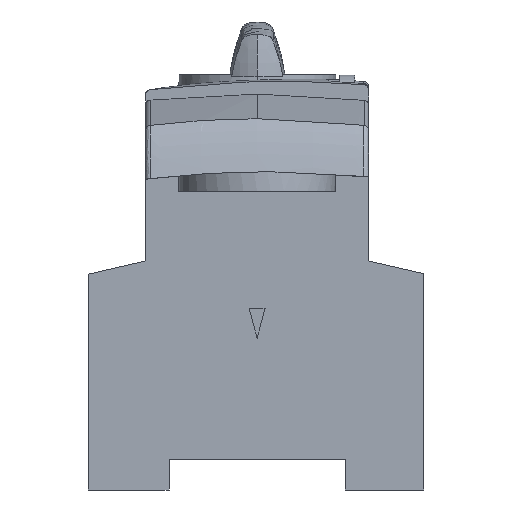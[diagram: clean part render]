
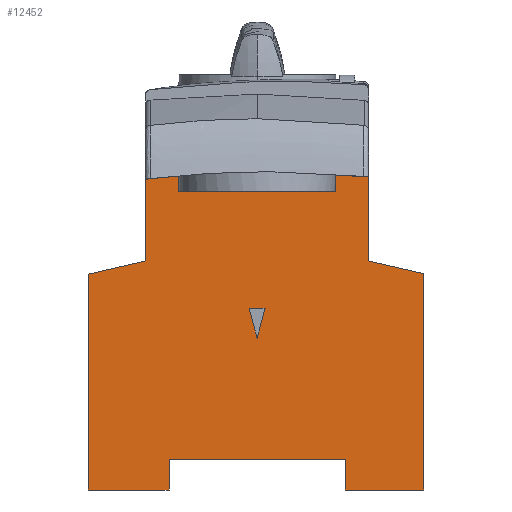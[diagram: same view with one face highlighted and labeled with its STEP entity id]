
A CAD part, left-side view. The second image highlights one B-rep face of the part: STEP entity #12452.
In plain terms, the highlighted planar face has unit normal (-1, 0, 0).
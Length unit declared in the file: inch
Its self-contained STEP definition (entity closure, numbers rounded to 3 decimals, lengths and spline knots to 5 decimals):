
#231 = ORIENTED_EDGE ( 'NONE', *, *, #12322, .T. ) ;
#377 = DIRECTION ( 'NONE',  ( 0., 0., -1. ) ) ;
#489 = CARTESIAN_POINT ( 'NONE',  ( -1.18149, 0., 1.20472 ) ) ;
#600 = CARTESIAN_POINT ( 'NONE',  ( -1.18149, 0.69882, 0.0002 ) ) ;
#625 = ORIENTED_EDGE ( 'NONE', *, *, #4613, .T. ) ;
#630 = CARTESIAN_POINT ( 'NONE',  ( -1.18149, -0.88386, 2.48433 ) ) ;
#700 = CARTESIAN_POINT ( 'NONE',  ( -1.18149, 0.88386, 2.46603 ) ) ;
#707 = LINE ( 'NONE', #7428, #5341 ) ;
#840 = CARTESIAN_POINT ( 'NONE',  ( -1.18149, -1.32087, 0.0002 ) ) ;
#855 = VECTOR ( 'NONE', #5624, 39.37008 ) ;
#871 = VERTEX_POINT ( 'NONE', #5897 ) ;
#885 = EDGE_LOOP ( 'NONE', ( #3132, #625, #10477 ) ) ;
#1019 = DIRECTION ( 'NONE',  ( 0., 0.259, -0.966 ) ) ;
#1074 = EDGE_LOOP ( 'NONE', ( #10932, #10167, #4977, #7474, #2819, #11547, #231, #9982, #8431, #4037, #3520, #5470 ) ) ;
#1176 = CARTESIAN_POINT ( 'NONE',  ( -1.18149, 0.00002, 0.24409 ) ) ;
#1299 = CARTESIAN_POINT ( 'NONE',  ( -1.18149, -0.69882, 0.0002 ) ) ;
#1339 = AXIS2_PLACEMENT_3D ( 'NONE', #6227, #10081, #9013 ) ;
#1347 = LINE ( 'NONE', #7195, #5631 ) ;
#1410 = EDGE_CURVE ( 'NONE', #10156, #3899, #707, .T. ) ;
#1428 = CARTESIAN_POINT ( 'NONE',  ( -1.18149, 1.33858, 1.09863 ) ) ;
#1444 = VERTEX_POINT ( 'NONE', #600 ) ;
#1688 = DIRECTION ( 'NONE',  ( 0., -1., 0. ) ) ;
#1961 = VECTOR ( 'NONE', #2314, 39.37008 ) ;
#2167 = EDGE_CURVE ( 'NONE', #10397, #3564, #8081, .T. ) ;
#2309 = DIRECTION ( 'NONE',  ( 0., 0.259, 0.966 ) ) ;
#2314 = DIRECTION ( 'NONE',  ( 0., 0., -1. ) ) ;
#2377 = EDGE_CURVE ( 'NONE', #3899, #11395, #3342, .T. ) ;
#2414 = LINE ( 'NONE', #9265, #3643 ) ;
#2415 = CARTESIAN_POINT ( 'NONE',  ( -1.18149, 0.0633, 1.44094 ) ) ;
#2629 = CARTESIAN_POINT ( 'NONE',  ( -1.18149, -0.29491, 2.52986 ) ) ;
#2644 = CARTESIAN_POINT ( 'NONE',  ( -1.18149, -1.32087, 1.71654 ) ) ;
#2713 = EDGE_CURVE ( 'NONE', #1444, #11878, #1347, .T. ) ;
#2731 = DIRECTION ( 'NONE',  ( 0., 0.974, 0.225 ) ) ;
#2807 = EDGE_CURVE ( 'NONE', #3580, #10156, #2414, .T. ) ;
#2819 = ORIENTED_EDGE ( 'NONE', *, *, #11900, .T. ) ;
#2923 = DIRECTION ( 'NONE',  ( 0., -1., 0. ) ) ;
#3132 = ORIENTED_EDGE ( 'NONE', *, *, #3786, .T. ) ;
#3161 = DIRECTION ( 'NONE',  ( 0., 0.974, -0.225 ) ) ;
#3179 = VECTOR ( 'NONE', #10671, 39.37008 ) ;
#3191 = VECTOR ( 'NONE', #2923, 39.37008 ) ;
#3342 = LINE ( 'NONE', #3833, #3179 ) ;
#3520 = ORIENTED_EDGE ( 'NONE', *, *, #1410, .T. ) ;
#3564 = VERTEX_POINT ( 'NONE', #630 ) ;
#3580 = VERTEX_POINT ( 'NONE', #8610 ) ;
#3625 = CARTESIAN_POINT ( 'NONE',  ( -1.18149, 0.88386, 2.46603 ) ) ;
#3643 = VECTOR ( 'NONE', #5542, 39.37008 ) ;
#3786 = EDGE_CURVE ( 'NONE', #5724, #6243, #7747, .T. ) ;
#3833 = CARTESIAN_POINT ( 'NONE',  ( -1.18149, -1.32087, 1.09863 ) ) ;
#3899 = VERTEX_POINT ( 'NONE', #840 ) ;
#4037 = ORIENTED_EDGE ( 'NONE', *, *, #2807, .T. ) ;
#4061 = VERTEX_POINT ( 'NONE', #700 ) ;
#4127 = DIRECTION ( 'NONE',  ( 0., 0., 1. ) ) ;
#4613 = EDGE_CURVE ( 'NONE', #6243, #8821, #12495, .T. ) ;
#4717 = CARTESIAN_POINT ( 'NONE',  ( -1.18149, 0., 1.20472 ) ) ;
#4723 = FACE_OUTER_BOUND ( 'NONE', #1074, .T. ) ;
#4743 = VECTOR ( 'NONE', #7422, 39.37008 ) ;
#4968 = CARTESIAN_POINT ( 'NONE',  ( -1.18149, -0.0633, 1.44094 ) ) ;
#4977 = ORIENTED_EDGE ( 'NONE', *, *, #8526, .T. ) ;
#5230 = CARTESIAN_POINT ( 'NONE',  ( -1.18149, 0.88386, 1.09863 ) ) ;
#5339 = LINE ( 'NONE', #2644, #11300 ) ;
#5341 = VECTOR ( 'NONE', #1688, 39.37008 ) ;
#5470 = ORIENTED_EDGE ( 'NONE', *, *, #2377, .T. ) ;
#5542 = DIRECTION ( 'NONE',  ( 0., 0., -1. ) ) ;
#5624 = DIRECTION ( 'NONE',  ( 0., 0., 1. ) ) ;
#5631 = VECTOR ( 'NONE', #4127, 39.37008 ) ;
#5715 = CARTESIAN_POINT ( 'NONE',  ( -1.18149, -0.88386, 2.48433 ) ) ;
#5724 = VERTEX_POINT ( 'NONE', #6806 ) ;
#5873 = B_SPLINE_CURVE_WITH_KNOTS ( 'NONE', 3,
 ( #5715, #8499, #2629, #9499, #6563, #3625 ),
 .UNSPECIFIED., .F., .F.,
 ( 4, 1, 1, 4 ),
 ( 0., 0.01498, 0.03001, 0.04499 ),
 .UNSPECIFIED. ) ;
#5897 = CARTESIAN_POINT ( 'NONE',  ( -1.18149, 0.88386, 1.81743 ) ) ;
#6027 = CARTESIAN_POINT ( 'NONE',  ( -1.18149, 0.88386, 1.81743 ) ) ;
#6083 = CARTESIAN_POINT ( 'NONE',  ( -1.18149, -1.32087, 1.71654 ) ) ;
#6094 = EDGE_CURVE ( 'NONE', #12419, #7580, #9931, .T. ) ;
#6227 = CARTESIAN_POINT ( 'NONE',  ( -1.18149, 0.00002, 1.09863 ) ) ;
#6243 = VERTEX_POINT ( 'NONE', #4717 ) ;
#6377 = VECTOR ( 'NONE', #2309, 39.37008 ) ;
#6563 = CARTESIAN_POINT ( 'NONE',  ( -1.18149, 0.68872, 2.49012 ) ) ;
#6806 = CARTESIAN_POINT ( 'NONE',  ( -1.18149, -0.0633, 1.44094 ) ) ;
#6851 = LINE ( 'NONE', #6027, #10843 ) ;
#6912 = EDGE_CURVE ( 'NONE', #11395, #10397, #5339, .T. ) ;
#7161 = PLANE ( 'NONE',  #1339 ) ;
#7195 = CARTESIAN_POINT ( 'NONE',  ( -1.18149, 0.69882, 1.09863 ) ) ;
#7203 = CARTESIAN_POINT ( 'NONE',  ( -1.18149, 1.33858, 1.71245 ) ) ;
#7422 = DIRECTION ( 'NONE',  ( 0., -1., 0. ) ) ;
#7428 = CARTESIAN_POINT ( 'NONE',  ( -1.18149, 0.00002, 0.0002 ) ) ;
#7430 = CARTESIAN_POINT ( 'NONE',  ( -1.18149, 1.33858, 0.0002 ) ) ;
#7448 = VECTOR ( 'NONE', #1019, 39.37008 ) ;
#7474 = ORIENTED_EDGE ( 'NONE', *, *, #11517, .T. ) ;
#7531 = EDGE_CURVE ( 'NONE', #11878, #3580, #12508, .T. ) ;
#7580 = VERTEX_POINT ( 'NONE', #7430 ) ;
#7747 = LINE ( 'NONE', #4968, #7448 ) ;
#8081 = LINE ( 'NONE', #10488, #855 ) ;
#8208 = DIRECTION ( 'NONE',  ( 0., -1., 0. ) ) ;
#8431 = ORIENTED_EDGE ( 'NONE', *, *, #7531, .T. ) ;
#8499 = CARTESIAN_POINT ( 'NONE',  ( -1.18149, -0.68826, 2.50438 ) ) ;
#8526 = EDGE_CURVE ( 'NONE', #3564, #4061, #5873, .T. ) ;
#8610 = CARTESIAN_POINT ( 'NONE',  ( -1.18149, -0.69882, 0.24409 ) ) ;
#8624 = CARTESIAN_POINT ( 'NONE',  ( -1.18149, 0.00002, 0.0002 ) ) ;
#8821 = VERTEX_POINT ( 'NONE', #2415 ) ;
#8850 = VECTOR ( 'NONE', #377, 39.37008 ) ;
#9013 = DIRECTION ( 'NONE',  ( 0., 0., 1. ) ) ;
#9032 = CARTESIAN_POINT ( 'NONE',  ( -1.18149, 0.69882, 0.24409 ) ) ;
#9265 = CARTESIAN_POINT ( 'NONE',  ( -1.18149, -0.69882, 1.09863 ) ) ;
#9492 = LINE ( 'NONE', #5230, #1961 ) ;
#9499 = CARTESIAN_POINT ( 'NONE',  ( -1.18149, 0.29599, 2.52375 ) ) ;
#9610 = VECTOR ( 'NONE', #8208, 39.37008 ) ;
#9931 = LINE ( 'NONE', #1428, #8850 ) ;
#9941 = FACE_BOUND ( 'NONE', #885, .T. ) ;
#9982 = ORIENTED_EDGE ( 'NONE', *, *, #2713, .T. ) ;
#10081 = DIRECTION ( 'NONE',  ( -1., 0., 0. ) ) ;
#10156 = VERTEX_POINT ( 'NONE', #1299 ) ;
#10167 = ORIENTED_EDGE ( 'NONE', *, *, #2167, .T. ) ;
#10281 = EDGE_CURVE ( 'NONE', #8821, #5724, #10557, .T. ) ;
#10389 = LINE ( 'NONE', #8624, #3191 ) ;
#10397 = VERTEX_POINT ( 'NONE', #11353 ) ;
#10477 = ORIENTED_EDGE ( 'NONE', *, *, #10281, .T. ) ;
#10488 = CARTESIAN_POINT ( 'NONE',  ( -1.18149, -0.88386, 1.09863 ) ) ;
#10557 = LINE ( 'NONE', #11919, #4743 ) ;
#10671 = DIRECTION ( 'NONE',  ( 0., 0., 1. ) ) ;
#10843 = VECTOR ( 'NONE', #3161, 39.37008 ) ;
#10932 = ORIENTED_EDGE ( 'NONE', *, *, #6912, .T. ) ;
#11300 = VECTOR ( 'NONE', #2731, 39.37008 ) ;
#11353 = CARTESIAN_POINT ( 'NONE',  ( -1.18149, -0.88386, 1.81743 ) ) ;
#11395 = VERTEX_POINT ( 'NONE', #6083 ) ;
#11517 = EDGE_CURVE ( 'NONE', #4061, #871, #9492, .T. ) ;
#11547 = ORIENTED_EDGE ( 'NONE', *, *, #6094, .T. ) ;
#11878 = VERTEX_POINT ( 'NONE', #9032 ) ;
#11900 = EDGE_CURVE ( 'NONE', #871, #12419, #6851, .T. ) ;
#11919 = CARTESIAN_POINT ( 'NONE',  ( -1.18149, 0.00002, 1.44094 ) ) ;
#12322 = EDGE_CURVE ( 'NONE', #7580, #1444, #10389, .T. ) ;
#12419 = VERTEX_POINT ( 'NONE', #7203 ) ;
#12452 = ADVANCED_FACE ( 'NONE', ( #9941, #4723 ), #7161, .T. ) ;
#12495 = LINE ( 'NONE', #489, #6377 ) ;
#12508 = LINE ( 'NONE', #1176, #9610 ) ;
